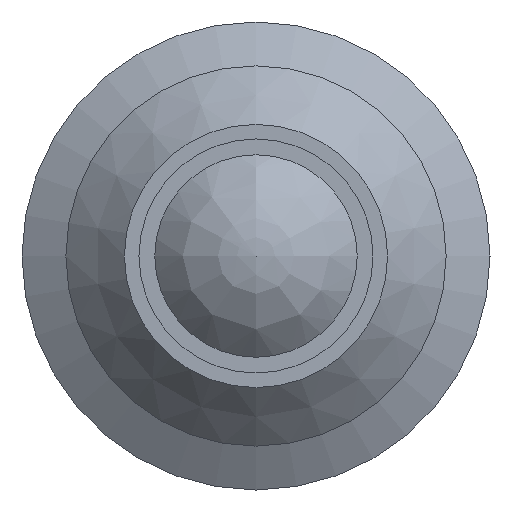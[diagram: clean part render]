
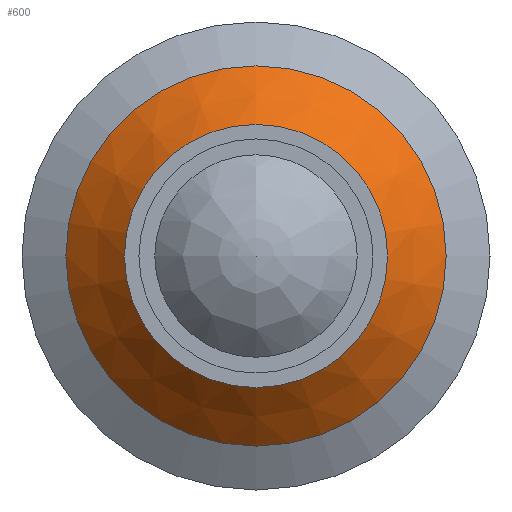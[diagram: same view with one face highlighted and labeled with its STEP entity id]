
A CAD part, front view. The second image highlights one B-rep face of the part: STEP entity #600.
In plain terms, the highlighted conical face has half-angle 45 degrees and reference radius 3.25 mm.
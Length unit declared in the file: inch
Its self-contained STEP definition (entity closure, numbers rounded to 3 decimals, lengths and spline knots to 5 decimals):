
#42 = DIRECTION ( 'NONE',  ( 0., -1., 0. ) ) ;
#54 = CARTESIAN_POINT ( 'NONE',  ( 0., 1.12598, 0.08858 ) ) ;
#70 = FACE_BOUND ( 'NONE', #651, .T. ) ;
#155 = CARTESIAN_POINT ( 'NONE',  ( 0., 1.16535, 0. ) ) ;
#239 = VERTEX_POINT ( 'NONE', #614 ) ;
#264 = CIRCLE ( 'NONE', #428, 0.12795 ) ;
#285 = ORIENTED_EDGE ( 'NONE', *, *, #696, .T. ) ;
#286 = AXIS2_PLACEMENT_3D ( 'NONE', #453, #581, #449 ) ;
#291 = DIRECTION ( 'NONE',  ( 0., 0., 1. ) ) ;
#344 = DIRECTION ( 'NONE',  ( 1., 0., 0. ) ) ;
#353 = CARTESIAN_POINT ( 'NONE',  ( 0., 1.12598, 0. ) ) ;
#382 = EDGE_CURVE ( 'NONE', #617, #617, #479, .T. ) ;
#417 = DIRECTION ( 'NONE',  ( 0., -1., 0. ) ) ;
#428 = AXIS2_PLACEMENT_3D ( 'NONE', #155, #42, #344 ) ;
#449 = DIRECTION ( 'NONE',  ( 0., 0., 1. ) ) ;
#453 = CARTESIAN_POINT ( 'NONE',  ( 0., 1.16535, 0. ) ) ;
#479 = CIRCLE ( 'NONE', #623, 0.08858 ) ;
#480 = ORIENTED_EDGE ( 'NONE', *, *, #382, .F. ) ;
#581 = DIRECTION ( 'NONE',  ( 0., 1., 0. ) ) ;
#592 = CONICAL_SURFACE ( 'NONE', #286, 0.12795, 0.785 ) ;
#600 = ADVANCED_FACE ( 'NONE', ( #70, #619 ), #592, .T. ) ;
#614 = CARTESIAN_POINT ( 'NONE',  ( 0.12795, 1.16535, 0. ) ) ;
#617 = VERTEX_POINT ( 'NONE', #54 ) ;
#619 = FACE_OUTER_BOUND ( 'NONE', #728, .T. ) ;
#623 = AXIS2_PLACEMENT_3D ( 'NONE', #353, #417, #291 ) ;
#651 = EDGE_LOOP ( 'NONE', ( #480 ) ) ;
#696 = EDGE_CURVE ( 'NONE', #239, #239, #264, .T. ) ;
#728 = EDGE_LOOP ( 'NONE', ( #285 ) ) ;
